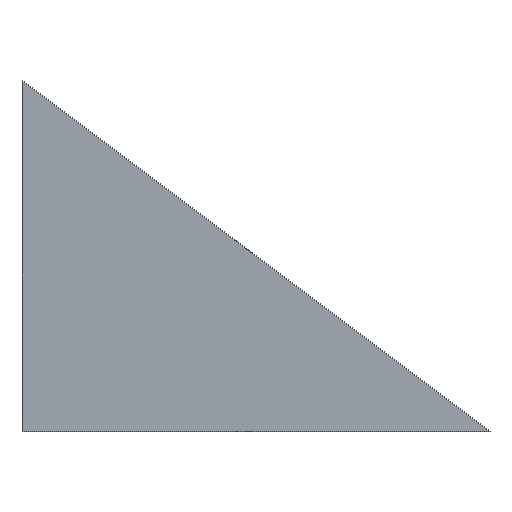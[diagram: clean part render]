
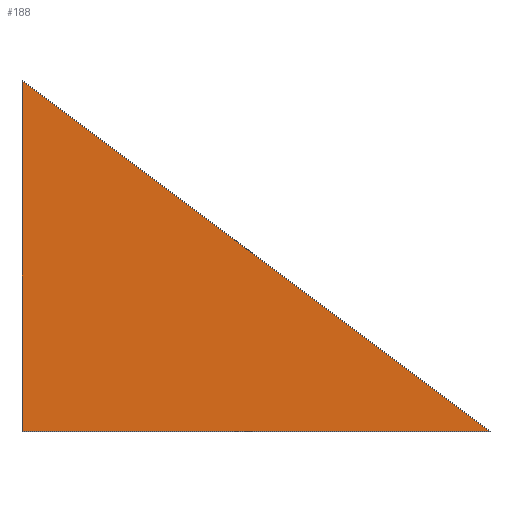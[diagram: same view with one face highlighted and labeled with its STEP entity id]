
A CAD part, top view. The second image highlights one B-rep face of the part: STEP entity #188.
In plain terms, the highlighted free-form (B-spline) face has degree [1, 1] with [2, 2] control points.
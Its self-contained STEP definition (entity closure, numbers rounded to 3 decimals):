
#8 = VERTEX_POINT ( 'NONE', #166 ) ;
#13 = CARTESIAN_POINT ( 'NONE',  ( 4.998, 0., 0. ) ) ;
#24 = CARTESIAN_POINT ( 'NONE',  ( 44.998, 15., 0. ) ) ;
#29 = FACE_OUTER_BOUND ( 'NONE', #104, .T. ) ;
#30 = CARTESIAN_POINT ( 'NONE',  ( 4.998, 0., 0. ) ) ;
#44 = EDGE_CURVE ( 'NONE', #148, #8, #170, .T. ) ;
#60 = CARTESIAN_POINT ( 'NONE',  ( 4.998, 45., 0. ) ) ;
#66 = ORIENTED_EDGE ( 'NONE', *, *, #168, .F. ) ;
#75 = CARTESIAN_POINT ( 'NONE',  ( 4.998, 0., 0. ) ) ;
#77 = CARTESIAN_POINT ( 'NONE',  ( 4.998, 45.27, 0. ) ) ;
#83 = VERTEX_POINT ( 'NONE', #13 ) ;
#88 = CARTESIAN_POINT ( 'NONE',  ( 64.998, 0., 0. ) ) ;
#89 = CARTESIAN_POINT ( 'NONE',  ( 65.358, 0., 0. ) ) ;
#99 = CARTESIAN_POINT ( 'NONE',  ( 64.998, 0., 0. ) ) ;
#104 = EDGE_LOOP ( 'NONE', ( #66, #151, #135 ) ) ;
#105 = B_SPLINE_SURFACE_WITH_KNOTS ( 'NONE', 1, 1, ( 
 ( #77, #30 ),
 ( #140, #89 ) ),
 .UNSPECIFIED., .F., .F., .F.,
 ( 2, 2 ),
 ( 2, 2 ),
 ( 0., 1. ),
 ( 0., 1. ),
 .UNSPECIFIED. ) ;
#121 = B_SPLINE_CURVE_WITH_KNOTS ( 'NONE', 1,
 ( #75, #142 ),
 .UNSPECIFIED., .F., .F.,
 ( 2, 2 ),
 ( 0., 1. ),
 .UNSPECIFIED. ) ;
#123 = CARTESIAN_POINT ( 'NONE',  ( 64.998, 0., 0. ) ) ;
#135 = ORIENTED_EDGE ( 'NONE', *, *, #44, .T. ) ;
#136 = B_SPLINE_CURVE_WITH_KNOTS ( 'NONE', 1,
 ( #123, #152 ),
 .UNSPECIFIED., .F., .F.,
 ( 2, 2 ),
 ( 0., 1. ),
 .UNSPECIFIED. ) ;
#140 = CARTESIAN_POINT ( 'NONE',  ( 65.358, 45.27, 0. ) ) ;
#142 = CARTESIAN_POINT ( 'NONE',  ( 4.998, 45., 0. ) ) ;
#148 = VERTEX_POINT ( 'NONE', #88 ) ;
#151 = ORIENTED_EDGE ( 'NONE', *, *, #194, .F. ) ;
#152 = CARTESIAN_POINT ( 'NONE',  ( 4.998, 0., 0. ) ) ;
#166 = CARTESIAN_POINT ( 'NONE',  ( 4.998, 45., 0. ) ) ;
#168 = EDGE_CURVE ( 'NONE', #83, #8, #121, .T. ) ;
#170 = B_SPLINE_CURVE_WITH_KNOTS ( 'NONE', 3,
 ( #99, #24, #193, #60 ),
 .UNSPECIFIED., .F., .F.,
 ( 4, 4 ),
 ( 0., 1. ),
 .UNSPECIFIED. ) ;
#188 = ADVANCED_FACE ( 'NONE', ( #29 ), #105, .F. ) ;
#193 = CARTESIAN_POINT ( 'NONE',  ( 24.998, 30., 0. ) ) ;
#194 = EDGE_CURVE ( 'NONE', #148, #83, #136, .T. ) ;
